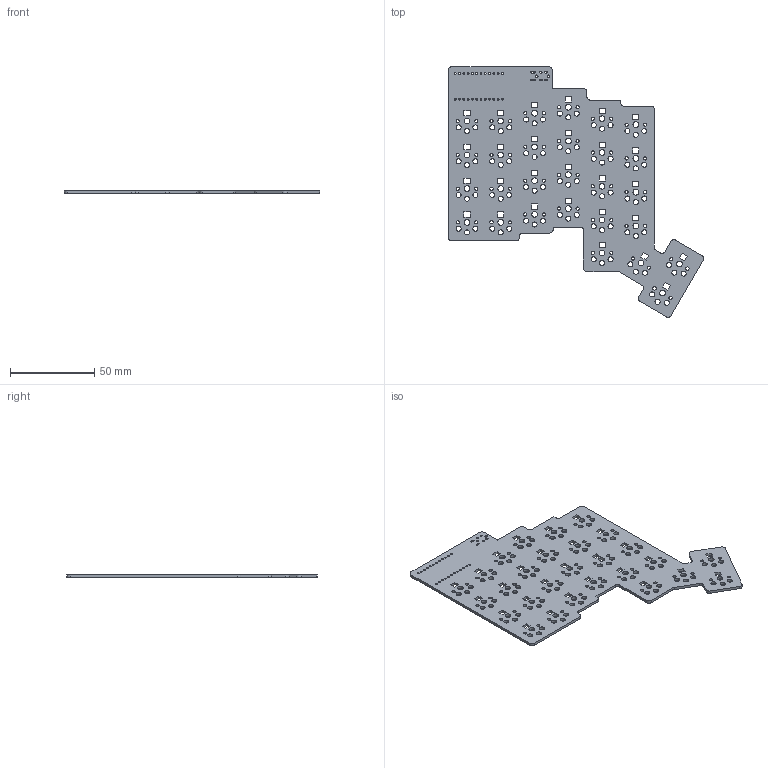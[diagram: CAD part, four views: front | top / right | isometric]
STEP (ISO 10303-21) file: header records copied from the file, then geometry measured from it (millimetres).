
FILE_DESCRIPTION(('KiCad electronic assembly'),'2;1');
FILE_NAME('simple_split.step','2024-12-08T15:01:49',('Pcbnew'),('Kicad') ,'Open CASCADE STEP processor 7.8','KiCad to STEP converter','Unknown' );
FILE_SCHEMA(('AUTOMOTIVE_DESIGN { 1 0 10303 214 1 1 1 1 }'));
Length unit declared in the file: millimetre
Products named in the file (2): simple_split 1; simple_split_PCB
Assembly tree (1 placements, depth 2):
  simple_split 1
    simple_split_PCB
Bounding box: 151.11 x 148.39 x 1.6 mm (x, y, z)
Volume: 18671.8 mm3; surface area: 27346.2 mm2
Topology: 1 solids, 1 shells, 389 faces, 1161 edges, 774 vertices
Faces by surface type: cylinder 235, plane 154
Full cylindrical faces by diameter (mm): 1.092 x24, 1.5 x2, 1.9 x56, 3 x84, 3.4 x28
Entity records: 14214 total; most frequent: DIRECTION 2413, CARTESIAN_POINT 2326, ORIENTED_EDGE 2322, EDGE_CURVE 1161, AXIS2_PLACEMENT_3D 861, FACE_BOUND 845, EDGE_LOOP 845, VERTEX_POINT 774
